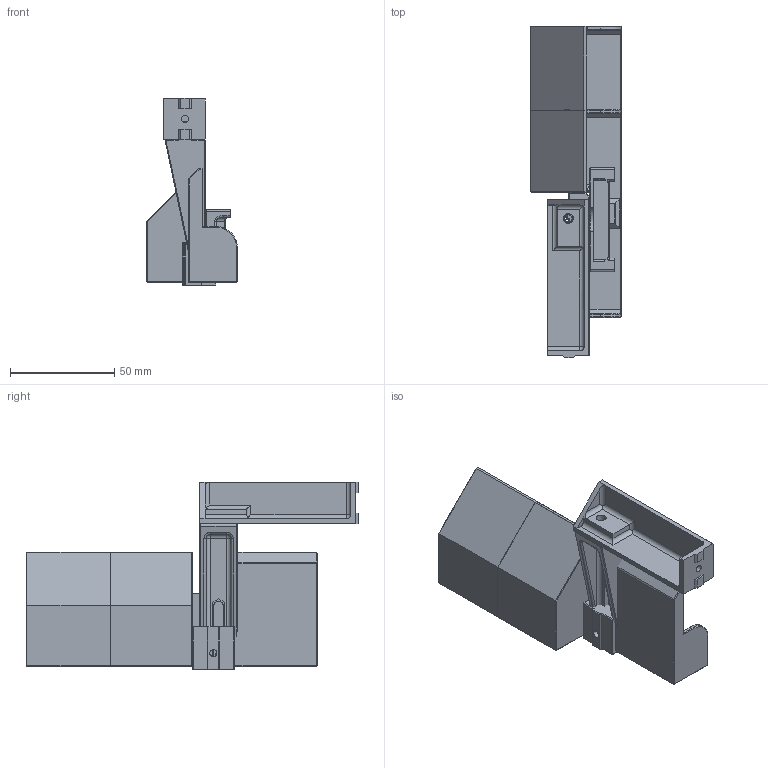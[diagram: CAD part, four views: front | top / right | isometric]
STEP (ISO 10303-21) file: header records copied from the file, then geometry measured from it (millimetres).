
FILE_DESCRIPTION(/* description */ ('Unknown'),/* implementation_level */ '2;1');
FILE_NAME(/* name */ 'Nozzle Brush Assembly for Kinematic Mounts and Trident',/* time_stamp */ '2022-01-07T15:48:08-05:00',/* author */ ('Unknown'),/* organization */ ('Unknown'),/* preprocessor_version */ 'ST-DEVELOPER v16.7',/* originating_system */ 'Solid Edge',/* authorisation */ 'Unknown');
FILE_SCHEMA (('AUTOMOTIVE_DESIGN {1 0 10303 214 3 1 1}'));
Length unit declared in the file: millimetre
Products named in the file (7): Nozzle Brush Assembly; Purge Bucket--Large Vertical; extension_bracket; Brush Holder Sheet Stop -- Mod; Purge Bucket--Small Vertical; Brush Mount Spacer; Purge Bucket Trident Support
Assembly tree (6 placements, depth 2):
  Nozzle Brush Assembly
    Purge Bucket--Large Vertical
    extension_bracket
    Brush Holder Sheet Stop -- Mod
    Purge Bucket--Small Vertical
    Brush Mount Spacer
    Purge Bucket Trident Support
Bounding box: 43.5 x 159.53 x 90.2 mm (x, y, z)
Volume: 82721.7 mm3; surface area: 74238 mm2
Topology: 6 solids, 7 shells, 573 faces, 1491 edges, 927 vertices
Faces by surface type: plane 427, cylinder 76, bspline 32, cone 27, torus 8, sphere 3
Full cylindrical faces by diameter (mm): 1.8 x2, 3.4 x2, 3.5 x3, 4.5 x1, 4.7 x1, 6 x7, 7.4 x1
Entity records: 18199 total; most frequent: CARTESIAN_POINT 4317, ORIENTED_EDGE 2918, DIRECTION 2661, EDGE_CURVE 1459, LINE 1165, VECTOR 1165, VERTEX_POINT 919, AXIS2_PLACEMENT_3D 748
